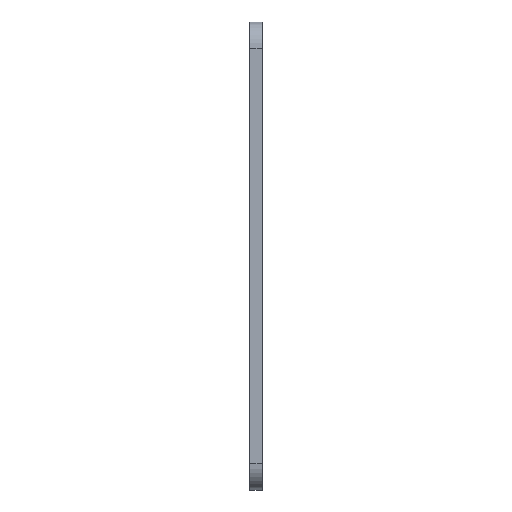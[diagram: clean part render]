
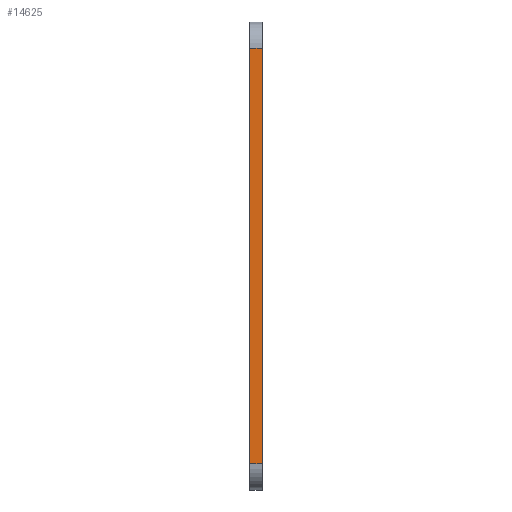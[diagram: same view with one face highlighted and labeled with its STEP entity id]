
A CAD part, left-side view. The second image highlights one B-rep face of the part: STEP entity #14625.
In plain terms, the highlighted planar face has unit normal (-1, 0, 0).
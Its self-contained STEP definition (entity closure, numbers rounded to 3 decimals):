
#2449=DIRECTION('',(0.,0.,-1.));
#2450=VECTOR('',#2449,200.);
#2451=CARTESIAN_POINT('',(-2.383,4.,194.226));
#2452=LINE('',#2451,#2450);
#2651=DIRECTION('',(0.,-1.,0.));
#2652=VECTOR('',#2651,6.);
#2653=CARTESIAN_POINT('',(-2.383,10.,194.226));
#2654=LINE('',#2653,#2652);
#2659=DIRECTION('',(0.,0.,-1.));
#2660=VECTOR('',#2659,200.);
#2661=CARTESIAN_POINT('',(-2.383,10.,194.226));
#2662=LINE('',#2661,#2660);
#2667=DIRECTION('',(0.,1.,0.));
#2668=VECTOR('',#2667,6.);
#2669=CARTESIAN_POINT('',(-2.383,4.,
-5.774));
#2670=LINE('',#2669,#2668);
#11081=CARTESIAN_POINT('',(-2.383,10.,194.226));
#11082=VERTEX_POINT('',#11081);
#11083=CARTESIAN_POINT('',(-2.383,10.,-5.774));
#11084=VERTEX_POINT('',#11083);
#12926=CARTESIAN_POINT('',(-2.383,4.,194.226));
#12927=CARTESIAN_POINT('',(-2.383,4.,
-5.774));
#12928=VERTEX_POINT('',#12926);
#12929=VERTEX_POINT('',#12927);
#14613=CARTESIAN_POINT('',(-2.383,2.,228.868));
#14614=DIRECTION('',(-1.,0.,0.));
#14615=DIRECTION('',(0.,0.,-1.));
#14616=AXIS2_PLACEMENT_3D('',#14613,#14614,#14615);
#14617=PLANE('',#14616);
#14618=ORIENTED_EDGE('',*,*,#14605,.T.);
#14619=ORIENTED_EDGE('',*,*,#14464,.T.);
#14621=ORIENTED_EDGE('',*,*,#14620,.T.);
#14622=ORIENTED_EDGE('',*,*,#13059,.F.);
#14623=EDGE_LOOP('',(#14618,#14619,#14621,#14622));
#14624=FACE_OUTER_BOUND('',#14623,.F.);
#14625=ADVANCED_FACE('',(#14624),#14617,.T.);
#13059=EDGE_CURVE('',#11082,#11084,#2662,.T.);
#14464=EDGE_CURVE('',#12928,#12929,#2452,.T.);
#14605=EDGE_CURVE('',#11082,#12928,#2654,.T.);
#14620=EDGE_CURVE('',#12929,#11084,#2670,.T.);
